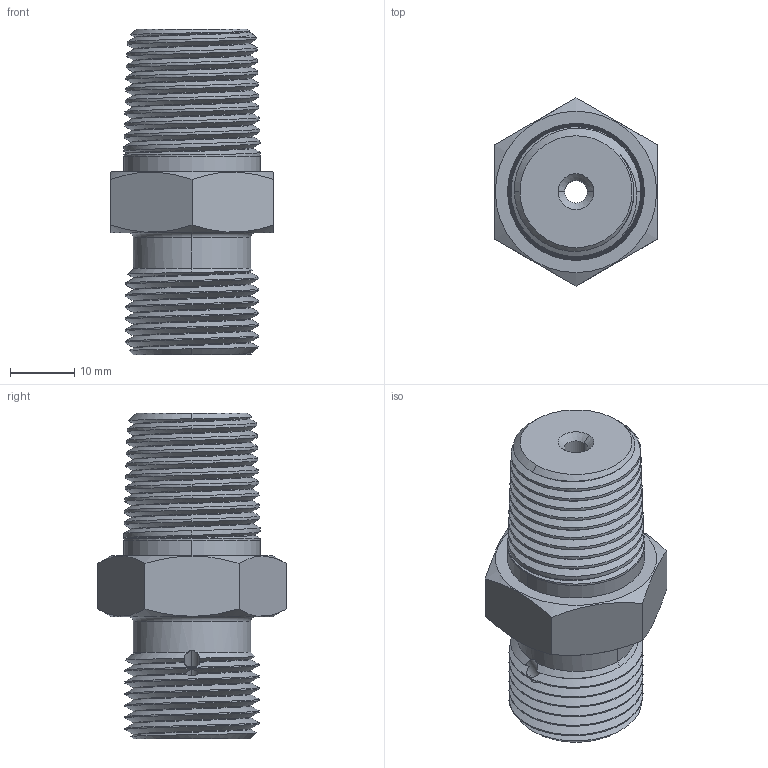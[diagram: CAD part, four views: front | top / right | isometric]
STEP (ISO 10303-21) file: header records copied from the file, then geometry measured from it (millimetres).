
FILE_DESCRIPTION (( 'STEP AP203' ), '1' );
FILE_NAME ('AD-346MBR-8MNPT.STEP', '2025-07-31T20:13:31', ( '' ), ( '' ), 'SwSTEP 2.0', 'SolidWorks 2018', '' );
FILE_SCHEMA (( 'CONFIG_CONTROL_DESIGN' ));
Length unit declared in the file: inch
Products named in the file (1): AD-346MBR-8MNPT
Bounding box: 25.4 x 29.33 x 50.8 mm (x, y, z)
Volume: 15770.1 mm3; surface area: 6592.9 mm2
Topology: 1 solids, 1 shells, 153 faces, 423 edges, 275 vertices
Faces by surface type: cylinder 43, cone 43, plane 34, bspline 29, torus 4
Entity records: 13891 total; most frequent: CARTESIAN_POINT 10405, ORIENTED_EDGE 846, DIRECTION 522, EDGE_CURVE 423, VERTEX_POINT 275, AXIS2_PLACEMENT_3D 177, LINE 168, VECTOR 168
